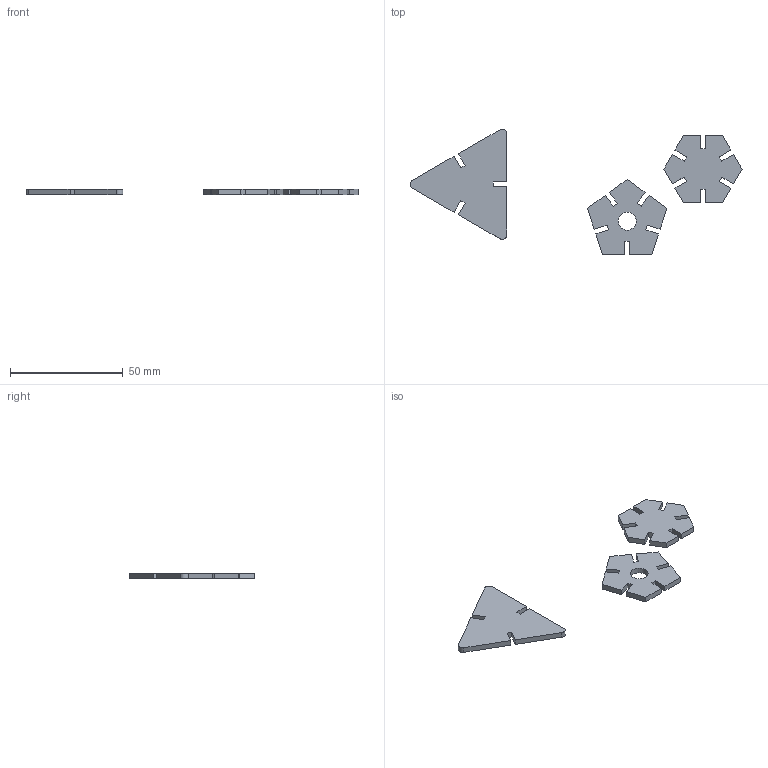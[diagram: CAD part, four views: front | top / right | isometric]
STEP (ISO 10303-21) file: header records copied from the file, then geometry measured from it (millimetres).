
FILE_DESCRIPTION(/* description */ (''),/* implementation_level */ '2;1');
FILE_NAME(/* name */ 'Sketch v11.step',/* time_stamp */ '2023-02-20T11:32:37-03:00',/* author */ (''),/* organization */ (''),/* preprocessor_version */ 'ST-DEVELOPER v19.2',/* originating_system */ 'Autodesk Translation Framework v11.17.0.187',/* authorisation */ '');
FILE_SCHEMA (('AUTOMOTIVE_DESIGN { 1 0 10303 214 3 1 1 }'));
Length unit declared in the file: millimetre
Products named in the file (1): Sketch
Bounding box: 147.28 x 55.88 x 2.5 mm (x, y, z)
Volume: 8056.5 mm3; surface area: 8314.7 mm2
Topology: 4 solids, 4 shells, 108 faces, 300 edges, 200 vertices
Faces by surface type: plane 103, cylinder 5
Full cylindrical faces by diameter (mm): 8 x2
Entity records: 3432 total; most frequent: CARTESIAN_POINT 609, ORIENTED_EDGE 600, DIRECTION 528, EDGE_CURVE 300, LINE 290, VECTOR 290, VERTEX_POINT 200, AXIS2_PLACEMENT_3D 119
